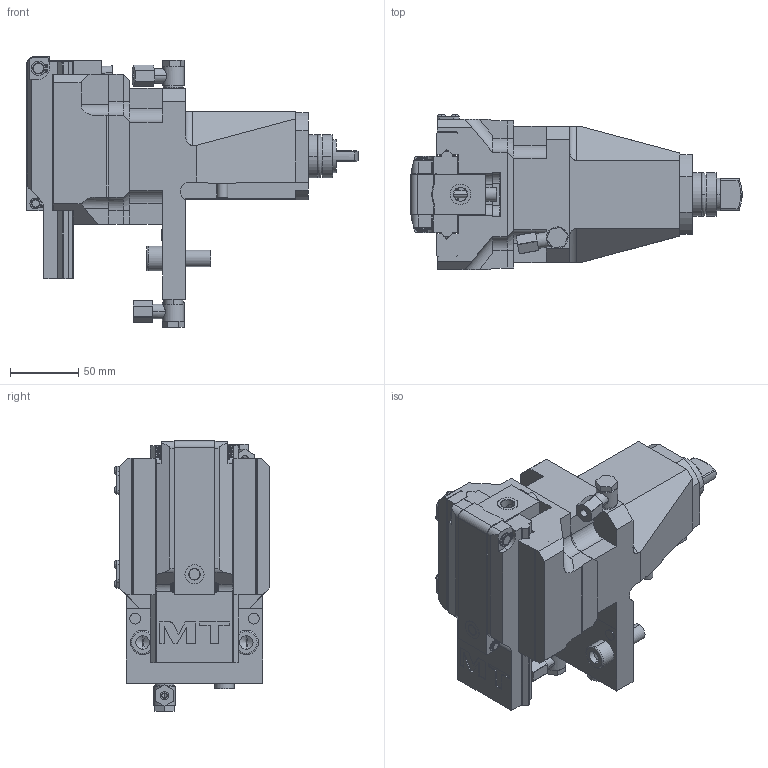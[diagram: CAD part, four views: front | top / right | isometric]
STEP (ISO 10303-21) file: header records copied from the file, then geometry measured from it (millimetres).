
FILE_DESCRIPTION((''),'2;1');
FILE_NAME('MSL0460100_CONF','2023-02-28T16:54:07',('sterribile'),('M.T. srl'),'CREO PARAMETRIC BY PTC INC, 2021072','CREO PARAMETRIC BY PTC INC, 2021072','');
FILE_SCHEMA(('CONFIG_CONTROL_DESIGN'));
Length unit declared in the file: millimetre
Products named in the file (1): MSL0460100_CONF
Bounding box: 243.66 x 113.65 x 198.5 mm (x, y, z)
Volume: 1641766.5 mm3; surface area: 167340.9 mm2
Topology: 1 solids, 1 shells, 698 faces, 1848 edges, 1178 vertices
Faces by surface type: plane 375, cylinder 248, cone 48, torus 17, bspline 8, extrusion 2
Entity records: 23576 total; most frequent: CARTESIAN_POINT 5905, DIRECTION 3713, ORIENTED_EDGE 3680, EDGE_CURVE 1840, AXIS2_PLACEMENT_3D 1285, VERTEX_POINT 1178, VECTOR 1143, LINE 1141
